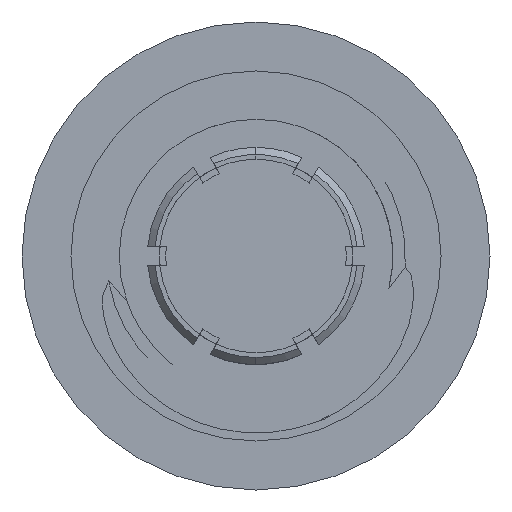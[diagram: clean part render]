
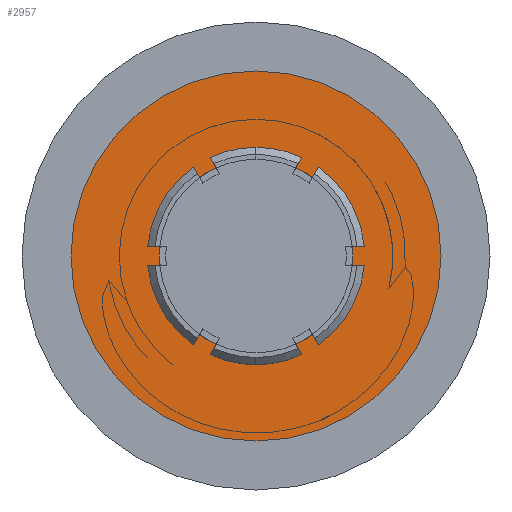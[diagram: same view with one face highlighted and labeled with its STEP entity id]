
A CAD part, left-side view. The second image highlights one B-rep face of the part: STEP entity #2957.
In plain terms, the highlighted face is planar.
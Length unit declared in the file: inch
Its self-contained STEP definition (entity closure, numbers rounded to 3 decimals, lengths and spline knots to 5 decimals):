
#152 = ORIENTED_EDGE ( 'NONE', *, *, #3145, .T. ) ;
#620 = VERTEX_POINT ( 'NONE', #6481 ) ;
#642 = AXIS2_PLACEMENT_3D ( 'NONE', #7258, #7341, #7898 ) ;
#963 = CARTESIAN_POINT ( 'NONE',  ( 0., 0.07173, -0.087 ) ) ;
#1033 = CIRCLE ( 'NONE', #5522, 0.0775 ) ;
#1509 = FACE_BOUND ( 'NONE', #3261, .T. ) ;
#1552 = PLANE ( 'NONE',  #5266 ) ;
#1696 = EDGE_CURVE ( 'NONE', #5529, #2619, #2135, .T. ) ;
#1729 = AXIS2_PLACEMENT_3D ( 'NONE', #2278, #7551, #8105 ) ;
#1868 = EDGE_CURVE ( 'NONE', #620, #8136, #7338, .T. ) ;
#2135 = CIRCLE ( 'NONE', #642, 0.0775 ) ;
#2187 = FACE_OUTER_BOUND ( 'NONE', #3170, .T. ) ;
#2278 = CARTESIAN_POINT ( 'NONE',  ( 0., 0., -0.087 ) ) ;
#2619 = VERTEX_POINT ( 'NONE', #5156 ) ;
#2957 = ADVANCED_FACE ( 'NONE', ( #1509, #2187 ), #1552, .F. ) ;
#3143 = CARTESIAN_POINT ( 'NONE',  ( -0.0405, 0., -0.087 ) ) ;
#3145 = EDGE_CURVE ( 'NONE', #2619, #5529, #1033, .T. ) ;
#3170 = EDGE_LOOP ( 'NONE', ( #7778, #152 ) ) ;
#3261 = EDGE_LOOP ( 'NONE', ( #6781, #7501 ) ) ;
#3706 = DIRECTION ( 'NONE',  ( 1., 0., 0. ) ) ;
#4690 = CARTESIAN_POINT ( 'NONE',  ( 0.0775, 0., -0.087 ) ) ;
#4723 = EDGE_CURVE ( 'NONE', #8136, #620, #7536, .T. ) ;
#4751 = DIRECTION ( 'NONE',  ( -1., 0., 0. ) ) ;
#4957 = DIRECTION ( 'NONE',  ( 1., 0., 0. ) ) ;
#5156 = CARTESIAN_POINT ( 'NONE',  ( -0.0775, 0., -0.087 ) ) ;
#5266 = AXIS2_PLACEMENT_3D ( 'NONE', #963, #8052, #4751 ) ;
#5522 = AXIS2_PLACEMENT_3D ( 'NONE', #7015, #5648, #4957 ) ;
#5529 = VERTEX_POINT ( 'NONE', #4690 ) ;
#5648 = DIRECTION ( 'NONE',  ( 0., 0., 1. ) ) ;
#6396 = DIRECTION ( 'NONE',  ( 0., 0., 1. ) ) ;
#6481 = CARTESIAN_POINT ( 'NONE',  ( 0.0405, 0., -0.087 ) ) ;
#6781 = ORIENTED_EDGE ( 'NONE', *, *, #4723, .F. ) ;
#7015 = CARTESIAN_POINT ( 'NONE',  ( 0., 0., -0.087 ) ) ;
#7039 = CARTESIAN_POINT ( 'NONE',  ( 0., 0., -0.087 ) ) ;
#7258 = CARTESIAN_POINT ( 'NONE',  ( 0., 0., -0.087 ) ) ;
#7338 = CIRCLE ( 'NONE', #1729, 0.0405 ) ;
#7341 = DIRECTION ( 'NONE',  ( 0., 0., 1. ) ) ;
#7501 = ORIENTED_EDGE ( 'NONE', *, *, #1868, .F. ) ;
#7536 = CIRCLE ( 'NONE', #8076, 0.0405 ) ;
#7551 = DIRECTION ( 'NONE',  ( 0., 0., 1. ) ) ;
#7778 = ORIENTED_EDGE ( 'NONE', *, *, #1696, .T. ) ;
#7898 = DIRECTION ( 'NONE',  ( 1., 0., 0. ) ) ;
#8052 = DIRECTION ( 'NONE',  ( 0., 0., -1. ) ) ;
#8076 = AXIS2_PLACEMENT_3D ( 'NONE', #7039, #6396, #3706 ) ;
#8105 = DIRECTION ( 'NONE',  ( 1., 0., 0. ) ) ;
#8136 = VERTEX_POINT ( 'NONE', #3143 ) ;
